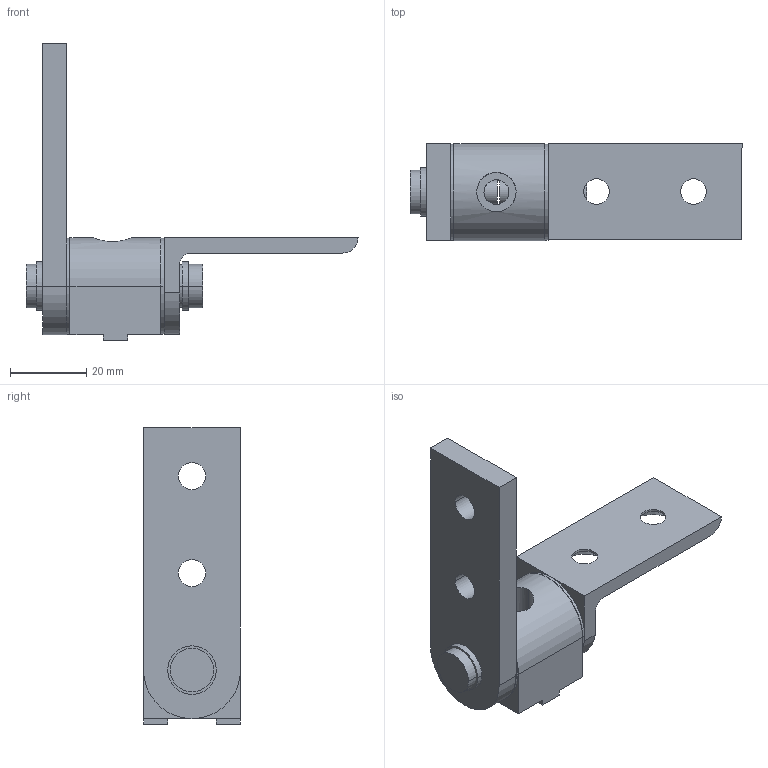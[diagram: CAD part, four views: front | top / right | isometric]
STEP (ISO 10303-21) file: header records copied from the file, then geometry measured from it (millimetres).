
FILE_DESCRIPTION((''),'2;1');
FILE_NAME('10HI8326.stp','2015-07-13T14:19:30',(''),(''),'Mechanical Desktop 2011','Mechanical Desktop 2011',', , ');
FILE_SCHEMA(('AUTOMOTIVE_DESIGN { 1 2 10303 214 1 1 1 1 }'));
Length unit declared in the file: inch
Products named in the file (1): Product
Bounding box: 86.94 x 25.4 x 77.72 mm (x, y, z)
Volume: 32954.9 mm3; surface area: 18413.1 mm2
Topology: 12 solids, 12 shells, 119 faces, 267 edges, 174 vertices
Faces by surface type: cylinder 67, plane 48, cone 4
Entity records: 3503 total; most frequent: DIRECTION 643, CARTESIAN_POINT 596, ORIENTED_EDGE 534, EDGE_CURVE 267, AXIS2_PLACEMENT_3D 258, VERTEX_POINT 174, EDGE_LOOP 153, CIRCLE 130
